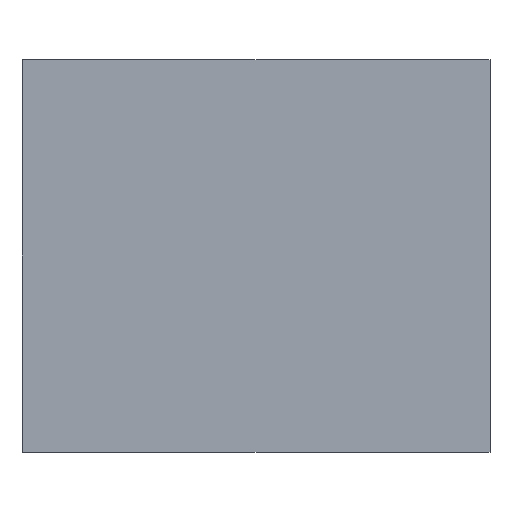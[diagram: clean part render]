
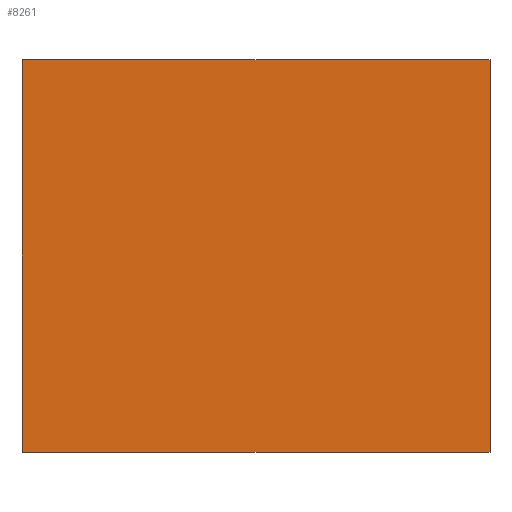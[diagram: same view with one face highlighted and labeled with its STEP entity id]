
A CAD part, front view. The second image highlights one B-rep face of the part: STEP entity #8261.
In plain terms, the highlighted planar face has unit normal (0, -1, 0).
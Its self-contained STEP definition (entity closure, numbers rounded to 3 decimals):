
#27=PLANE('',#8791);
#453=FACE_OUTER_BOUND('',#891,.T.);
#891=EDGE_LOOP('',(#5849,#5850,#5851,#5852));
#1365=LINE('',#11767,#2505);
#1366=LINE('',#11769,#2506);
#1367=LINE('',#11771,#2507);
#1368=LINE('',#11772,#2508);
#2505=VECTOR('',#9533,10.);
#2506=VECTOR('',#9534,10.);
#2507=VECTOR('',#9535,10.);
#2508=VECTOR('',#9536,10.);
#3801=VERTEX_POINT('',#11765);
#3802=VERTEX_POINT('',#11766);
#3803=VERTEX_POINT('',#11768);
#3804=VERTEX_POINT('',#11770);
#4613=EDGE_CURVE('',#3801,#3802,#1365,.T.);
#4614=EDGE_CURVE('',#3802,#3803,#1366,.T.);
#4615=EDGE_CURVE('',#3803,#3804,#1367,.T.);
#4616=EDGE_CURVE('',#3804,#3801,#1368,.T.);
#5849=ORIENTED_EDGE('',*,*,#4613,.T.);
#5850=ORIENTED_EDGE('',*,*,#4614,.T.);
#5851=ORIENTED_EDGE('',*,*,#4615,.T.);
#5852=ORIENTED_EDGE('',*,*,#4616,.T.);
#8261=ADVANCED_FACE('',(#453),#27,.F.);
#8791=AXIS2_PLACEMENT_3D('',#11764,#9531,#9532);
#9531=DIRECTION('center_axis',(0.,1.,0.));
#9532=DIRECTION('ref_axis',(0.,0.,1.));
#9533=DIRECTION('',(-1.,0.,0.));
#9534=DIRECTION('',(0.,0.,-1.));
#9535=DIRECTION('',(1.,0.,0.));
#9536=DIRECTION('',(0.,0.,1.));
#11764=CARTESIAN_POINT('Origin',(-12.,-10.,-6.75));
#11765=CARTESIAN_POINT('',(17.,-10.,14.25));
#11766=CARTESIAN_POINT('',(-17.,-10.,14.25));
#11767=CARTESIAN_POINT('',(17.,-10.,14.25));
#11768=CARTESIAN_POINT('',(-17.,-10.,-14.25));
#11769=CARTESIAN_POINT('',(-17.,-10.,14.25));
#11770=CARTESIAN_POINT('',(17.,-10.,-14.25));
#11771=CARTESIAN_POINT('',(-17.,-10.,-14.25));
#11772=CARTESIAN_POINT('',(17.,-10.,-14.25));
